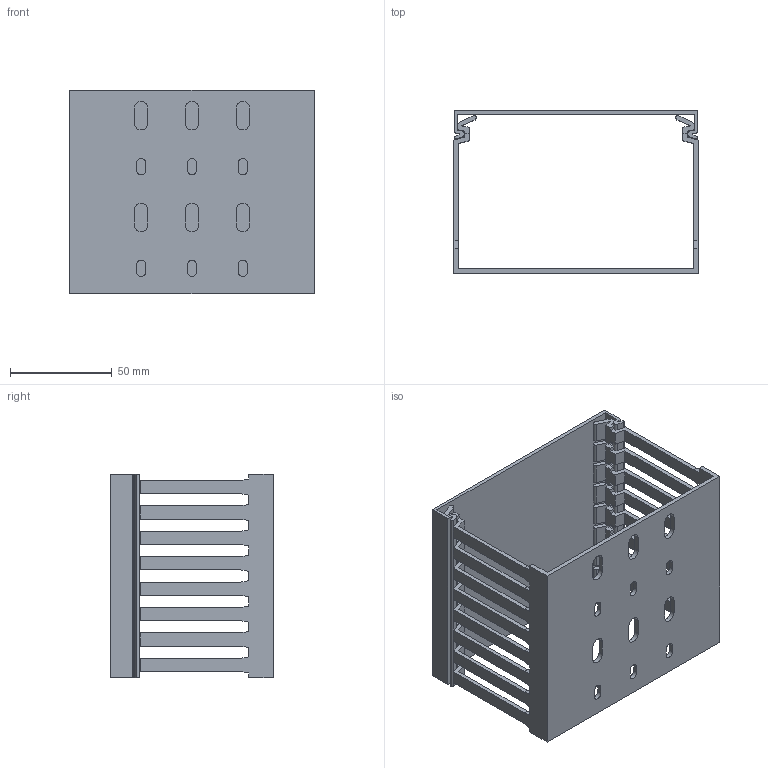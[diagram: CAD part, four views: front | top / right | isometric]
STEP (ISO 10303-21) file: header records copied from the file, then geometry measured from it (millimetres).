
FILE_DESCRIPTION((''),'2;1');
FILE_NAME('HA780120_ASM','2022-03-23T15:52:34',('pfeiferc'),(''),'CREO PARAMETRIC BY PTC INC, 2021184','CREO PARAMETRIC BY PTC INC, 2021184','');
FILE_SCHEMA(('AUTOMOTIVE_DESIGN { 1 0 10303 214 1 1 1 1 }'));
Length unit declared in the file: millimetre
Products named in the file (3): PROXY_68348-M; PROXY_12271-M; HA780120_ASM
Assembly tree (2 placements, depth 2):
  HA780120_ASM
    PROXY_68348-M
    PROXY_12271-M
Bounding box: 120.1 x 80 x 100 mm (x, y, z)
Volume: 75678.8 mm3; surface area: 83193.1 mm2
Topology: 2 solids, 2 shells, 384 faces, 1140 edges, 760 vertices
Faces by surface type: plane 322, cylinder 62
Entity records: 18047 total; most frequent: CARTESIAN_POINT 2445, ORIENTED_EDGE 2280, DIRECTION 2270, EDGE_CURVE 1140, PRESENTATION_STYLE_ASSIGNMENT 1100, STYLED_ITEM 1100, CURVE_STYLE 1099, VECTOR 1031
